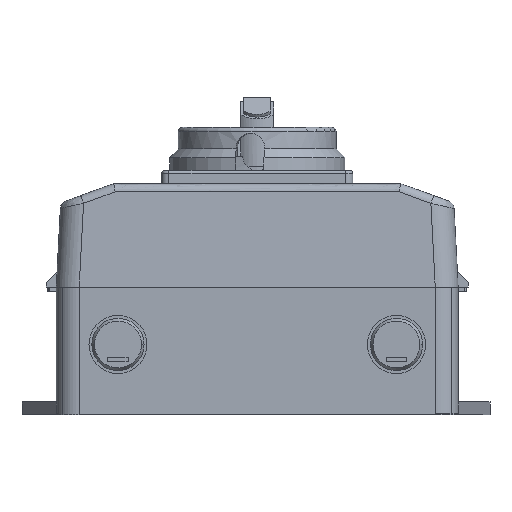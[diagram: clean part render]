
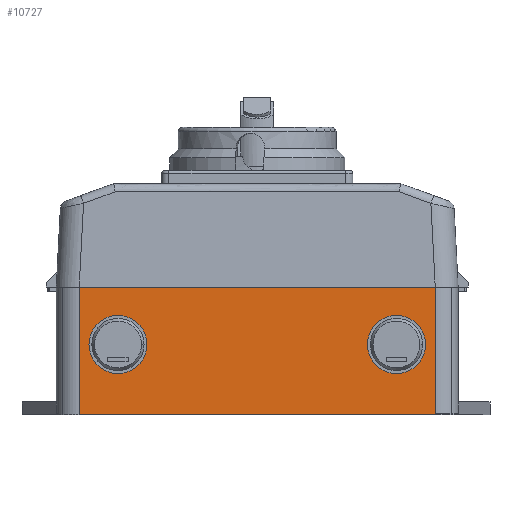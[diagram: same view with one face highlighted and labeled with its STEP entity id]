
A CAD part, left-side view. The second image highlights one B-rep face of the part: STEP entity #10727.
In plain terms, the highlighted face is planar.
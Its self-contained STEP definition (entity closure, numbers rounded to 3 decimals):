
#166=DIRECTION('',(0.,0.,-1.));
#167=VECTOR('',#166,44.5);
#168=CARTESIAN_POINT('',(-61.672,-50.,18.25));
#169=LINE('',#168,#167);
#170=DIRECTION('',(-1.,0.,0.));
#171=VECTOR('',#170,124.);
#172=CARTESIAN_POINT('',(62.328,-50.,18.25));
#173=LINE('',#172,#171);
#174=DIRECTION('',(0.,0.,1.));
#175=VECTOR('',#174,44.);
#176=CARTESIAN_POINT('',(62.328,-50.,-25.75));
#177=LINE('',#176,#175);
#178=DIRECTION('',(-1.,0.,0.));
#179=VECTOR('',#178,1.247);
#180=CARTESIAN_POINT('',(63.575,-50.,-25.75));
#181=LINE('',#180,#179);
#182=DIRECTION('',(0.,0.,1.));
#183=VECTOR('',#182,0.5);
#184=CARTESIAN_POINT('',(63.575,-50.,-26.25));
#185=LINE('',#184,#183);
#186=DIRECTION('',(1.,0.,0.));
#187=VECTOR('',#186,125.247);
#188=CARTESIAN_POINT('',(-61.672,-50.,-26.25));
#189=LINE('',#188,#187);
#190=CARTESIAN_POINT('',(-48.172,-50.,-1.75));
#191=DIRECTION('',(0.,1.,0.));
#192=DIRECTION('',(-1.,0.,0.));
#193=AXIS2_PLACEMENT_3D('',#190,#191,#192);
#195=CARTESIAN_POINT('',(-48.172,-50.,-1.75));
#196=DIRECTION('',(0.,1.,0.));
#197=DIRECTION('',(0.,0.,-1.));
#198=AXIS2_PLACEMENT_3D('',#195,#196,#197);
#200=CARTESIAN_POINT('',(-48.172,-50.,-1.75));
#201=DIRECTION('',(0.,1.,0.));
#202=DIRECTION('',(1.,0.,0.));
#203=AXIS2_PLACEMENT_3D('',#200,#201,#202);
#205=CARTESIAN_POINT('',(-48.172,-50.,-1.75));
#206=DIRECTION('',(0.,1.,0.));
#207=DIRECTION('',(0.,0.,1.));
#208=AXIS2_PLACEMENT_3D('',#205,#206,#207);
#210=CARTESIAN_POINT('',(48.828,-50.,-1.75));
#211=DIRECTION('',(0.,1.,0.));
#212=DIRECTION('',(-1.,0.,0.));
#213=AXIS2_PLACEMENT_3D('',#210,#211,#212);
#215=CARTESIAN_POINT('',(48.828,-50.,-1.75));
#216=DIRECTION('',(0.,1.,0.));
#217=DIRECTION('',(0.,0.,-1.));
#218=AXIS2_PLACEMENT_3D('',#215,#216,#217);
#220=CARTESIAN_POINT('',(48.828,-50.,-1.75));
#221=DIRECTION('',(0.,1.,0.));
#222=DIRECTION('',(1.,0.,0.));
#223=AXIS2_PLACEMENT_3D('',#220,#221,#222);
#225=CARTESIAN_POINT('',(48.828,-50.,-1.75));
#226=DIRECTION('',(0.,1.,0.));
#227=DIRECTION('',(0.,0.,1.));
#228=AXIS2_PLACEMENT_3D('',#225,#226,#227);
#7998=CARTESIAN_POINT('',(38.728,-50.,-1.75));
#7999=VERTEX_POINT('',#7998);
#8000=CARTESIAN_POINT('',(48.828,-50.,-11.85));
#8001=VERTEX_POINT('',#8000);
#8002=CARTESIAN_POINT('',(58.928,-50.,-1.75));
#8003=VERTEX_POINT('',#8002);
#8004=CARTESIAN_POINT('',(48.828,-50.,8.35));
#8005=VERTEX_POINT('',#8004);
#8046=CARTESIAN_POINT('',(-58.272,-50.,-1.75));
#8047=VERTEX_POINT('',#8046);
#8048=CARTESIAN_POINT('',(-48.172,-50.,-11.85));
#8049=VERTEX_POINT('',#8048);
#8050=CARTESIAN_POINT('',(-38.072,-50.,-1.75));
#8051=VERTEX_POINT('',#8050);
#8052=CARTESIAN_POINT('',(-48.172,-50.,8.35));
#8053=VERTEX_POINT('',#8052);
#10444=CARTESIAN_POINT('',(63.575,-50.,-26.25));
#10445=VERTEX_POINT('',#10444);
#10446=CARTESIAN_POINT('',(-61.672,-50.,-26.25));
#10447=VERTEX_POINT('',#10446);
#10454=CARTESIAN_POINT('',(63.575,-50.,-25.75));
#10455=VERTEX_POINT('',#10454);
#10457=CARTESIAN_POINT('',(62.328,-50.,-25.75));
#10459=VERTEX_POINT('',#10457);
#10468=CARTESIAN_POINT('',(62.328,-50.,18.25));
#10469=VERTEX_POINT('',#10468);
#10488=CARTESIAN_POINT('',(-61.672,-50.,18.25));
#10489=VERTEX_POINT('',#10488);
#10692=CARTESIAN_POINT('',(0.951,-50.,-4.));
#10693=DIRECTION('',(0.,1.,0.));
#10694=DIRECTION('',(0.,0.,-1.));
#10695=AXIS2_PLACEMENT_3D('',#10692,#10693,#10694);
#10696=PLANE('',#10695);
#10698=ORIENTED_EDGE('',*,*,#10697,.F.);
#10700=ORIENTED_EDGE('',*,*,#10699,.F.);
#10702=ORIENTED_EDGE('',*,*,#10701,.F.);
#10704=ORIENTED_EDGE('',*,*,#10703,.F.);
#10706=ORIENTED_EDGE('',*,*,#10705,.F.);
#10708=ORIENTED_EDGE('',*,*,#10707,.F.);
#10709=EDGE_LOOP('',(#10698,#10700,#10702,#10704,#10706,#10708));
#10710=FACE_OUTER_BOUND('',#10709,.F.);
#10712=ORIENTED_EDGE('',*,*,#10711,.F.);
#10714=ORIENTED_EDGE('',*,*,#10713,.F.);
#10716=ORIENTED_EDGE('',*,*,#10715,.F.);
#10718=ORIENTED_EDGE('',*,*,#10717,.F.);
#10719=EDGE_LOOP('',(#10712,#10714,#10716,#10718));
#10720=FACE_BOUND('',#10719,.F.);
#10721=ORIENTED_EDGE('',*,*,#10651,.F.);
#10722=ORIENTED_EDGE('',*,*,#10680,.F.);
#10723=ORIENTED_EDGE('',*,*,#10678,.F.);
#10724=ORIENTED_EDGE('',*,*,#10653,.F.);
#10725=EDGE_LOOP('',(#10721,#10722,#10723,#10724));
#10726=FACE_BOUND('',#10725,.F.);
#10727=ADVANCED_FACE('',(#10710,#10720,#10726),#10696,.F.);
#194=CIRCLE('',#193,10.1);
#199=CIRCLE('',#198,10.1);
#204=CIRCLE('',#203,10.1);
#209=CIRCLE('',#208,10.1);
#214=CIRCLE('',#213,10.1);
#219=CIRCLE('',#218,10.1);
#224=CIRCLE('',#223,10.1);
#229=CIRCLE('',#228,10.1);
#10651=EDGE_CURVE('',#7999,#8005,#214,.T.);
#10653=EDGE_CURVE('',#8005,#8003,#229,.T.);
#10678=EDGE_CURVE('',#8003,#8001,#224,.T.);
#10680=EDGE_CURVE('',#8001,#7999,#219,.T.);
#10697=EDGE_CURVE('',#10489,#10447,#169,.T.);
#10699=EDGE_CURVE('',#10469,#10489,#173,.T.);
#10701=EDGE_CURVE('',#10459,#10469,#177,.T.);
#10703=EDGE_CURVE('',#10455,#10459,#181,.T.);
#10705=EDGE_CURVE('',#10445,#10455,#185,.T.);
#10707=EDGE_CURVE('',#10447,#10445,#189,.T.);
#10711=EDGE_CURVE('',#8047,#8053,#194,.T.);
#10713=EDGE_CURVE('',#8049,#8047,#199,.T.);
#10715=EDGE_CURVE('',#8051,#8049,#204,.T.);
#10717=EDGE_CURVE('',#8053,#8051,#209,.T.);
